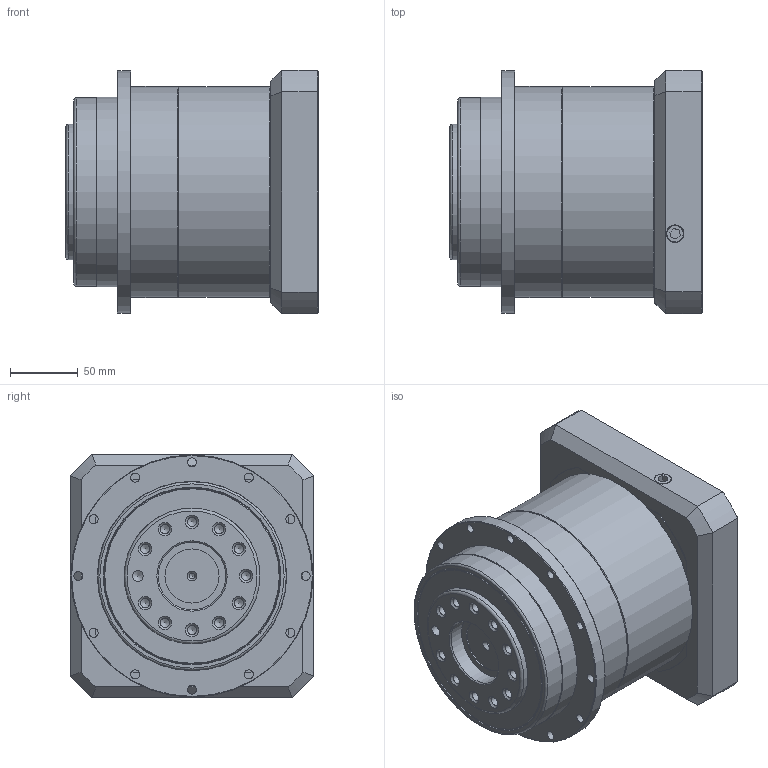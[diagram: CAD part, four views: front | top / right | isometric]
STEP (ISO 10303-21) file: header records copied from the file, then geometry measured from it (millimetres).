
FILE_DESCRIPTION((''),'2;1');
FILE_NAME('KSD-140-1.stp','2013-07-03T16:38:37',('young'),(''),'Autodesk Inventor 2012','Autodesk Inventor 2012','');
FILE_SCHEMA(('AUTOMOTIVE_DESIGN { 1 0 10303 214 1 1 1 1 }'));
Length unit declared in the file: millimetre
Products named in the file (1): KSD-140-1
Bounding box: 186.5 x 180 x 180 mm (x, y, z)
Volume: 1660421.8 mm3; surface area: 440972 mm2
Topology: 23 solids, 23 shells, 719 faces, 1692 edges, 1077 vertices
Faces by surface type: plane 340, cylinder 220, cone 135, torus 21, bspline 3
Full cylindrical faces by diameter (mm): 3.3 x8, 4 x9, 5.5 x8, 6.6 x12, 6.75 x11, 6.8 x4, 7 x8, 8 x5, 8.6 x1, 9 x8, 10 x15, 10.2 x4, 10.5 x4, 11 x1, 11.125 x2, 13 x6, 16 x1, 35 x1, 40 x2, 48.5 x1, 49.8 x1, 50 x2, 52 x1, 70 x1, 72 x2, 95 x1, 100 x3, 103 x1, 114.3 x1, 120 x2
Entity records: 22274 total; most frequent: CARTESIAN_POINT 7072, DIRECTION 3237, ORIENTED_EDGE 2684, EDGE_CURVE 1342, AXIS2_PLACEMENT_3D 1323, EDGE_LOOP 1089, VERTEX_POINT 1001, FACE_OUTER_BOUND 704
